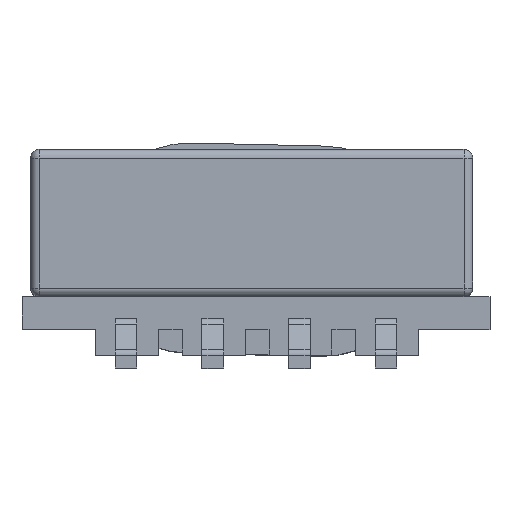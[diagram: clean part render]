
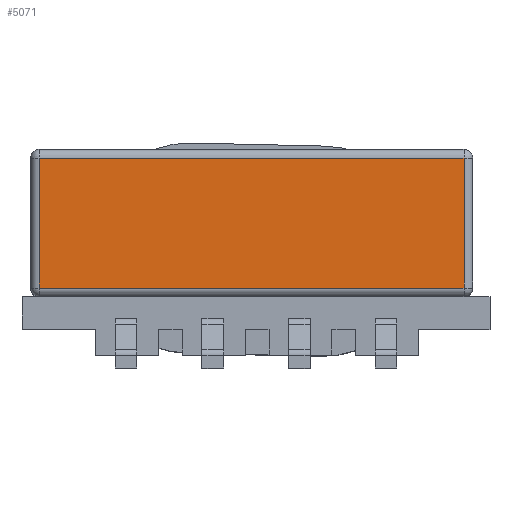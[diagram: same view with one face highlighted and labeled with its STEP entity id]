
A CAD part, top view. The second image highlights one B-rep face of the part: STEP entity #5071.
In plain terms, the highlighted planar face has unit normal (0, 0, 1).
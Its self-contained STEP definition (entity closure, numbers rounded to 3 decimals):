
#93 = ORIENTED_EDGE ( 'NONE', *, *, #2611, .T. ) ;
#475 = EDGE_CURVE ( 'NONE', #4038, #1944, #1561, .T. ) ;
#638 = FACE_OUTER_BOUND ( 'NONE', #2917, .T. ) ;
#825 = DIRECTION ( 'NONE',  ( 0., 0., -1. ) ) ;
#880 = VECTOR ( 'NONE', #3695, 1000. ) ;
#993 = VECTOR ( 'NONE', #4750, 1000. ) ;
#1127 = EDGE_CURVE ( 'NONE', #1944, #4825, #4848, .T. ) ;
#1142 = CARTESIAN_POINT ( 'NONE',  ( -5.658, -1.439, 1.4 ) ) ;
#1215 = DIRECTION ( 'NONE',  ( -1., 0., 0. ) ) ;
#1394 = CARTESIAN_POINT ( 'NONE',  ( -5.658, 1.561, 1.4 ) ) ;
#1561 = LINE ( 'NONE', #3992, #5101 ) ;
#1944 = VERTEX_POINT ( 'NONE', #4225 ) ;
#2198 = VECTOR ( 'NONE', #2257, 1000. ) ;
#2257 = DIRECTION ( 'NONE',  ( 1., 0., 0. ) ) ;
#2390 = CARTESIAN_POINT ( 'NONE',  ( -5.658, 0., 1.4 ) ) ;
#2450 = EDGE_CURVE ( 'NONE', #3973, #4038, #4647, .T. ) ;
#2611 = EDGE_CURVE ( 'NONE', #4825, #3973, #4461, .T. ) ;
#2690 = CARTESIAN_POINT ( 'NONE',  ( 0., -1.439, 1.4 ) ) ;
#2917 = EDGE_LOOP ( 'NONE', ( #93, #4520, #4571, #3708 ) ) ;
#3272 = CARTESIAN_POINT ( 'NONE',  ( 0., 1.561, 1.4 ) ) ;
#3273 = CARTESIAN_POINT ( 'NONE',  ( 0., 0., 1.4 ) ) ;
#3533 = AXIS2_PLACEMENT_3D ( 'NONE', #3273, #825, #1215 ) ;
#3695 = DIRECTION ( 'NONE',  ( -1., 0., 0. ) ) ;
#3708 = ORIENTED_EDGE ( 'NONE', *, *, #1127, .T. ) ;
#3973 = VERTEX_POINT ( 'NONE', #1142 ) ;
#3992 = CARTESIAN_POINT ( 'NONE',  ( 4.142, 0., 1.4 ) ) ;
#4013 = DIRECTION ( 'NONE',  ( 0., 1., 0. ) ) ;
#4038 = VERTEX_POINT ( 'NONE', #4433 ) ;
#4225 = CARTESIAN_POINT ( 'NONE',  ( 4.142, 1.561, 1.4 ) ) ;
#4433 = CARTESIAN_POINT ( 'NONE',  ( 4.142, -1.439, 1.4 ) ) ;
#4461 = LINE ( 'NONE', #2390, #993 ) ;
#4520 = ORIENTED_EDGE ( 'NONE', *, *, #2450, .T. ) ;
#4571 = ORIENTED_EDGE ( 'NONE', *, *, #475, .T. ) ;
#4647 = LINE ( 'NONE', #2690, #2198 ) ;
#4750 = DIRECTION ( 'NONE',  ( 0., -1., 0. ) ) ;
#4825 = VERTEX_POINT ( 'NONE', #1394 ) ;
#4848 = LINE ( 'NONE', #3272, #880 ) ;
#5071 = ADVANCED_FACE ( 'NONE', ( #638 ), #5248, .F. ) ;
#5101 = VECTOR ( 'NONE', #4013, 1000. ) ;
#5248 = PLANE ( 'NONE',  #3533 ) ;
